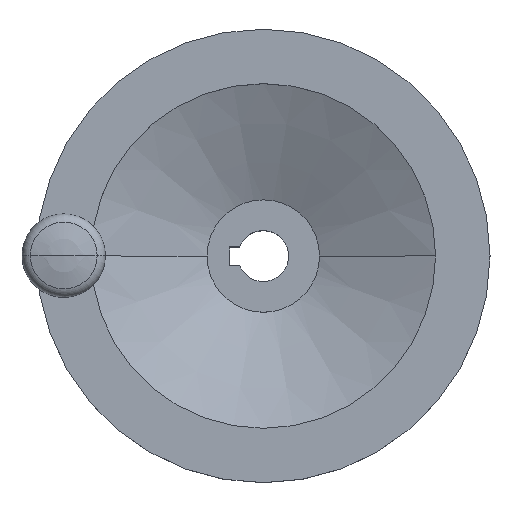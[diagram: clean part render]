
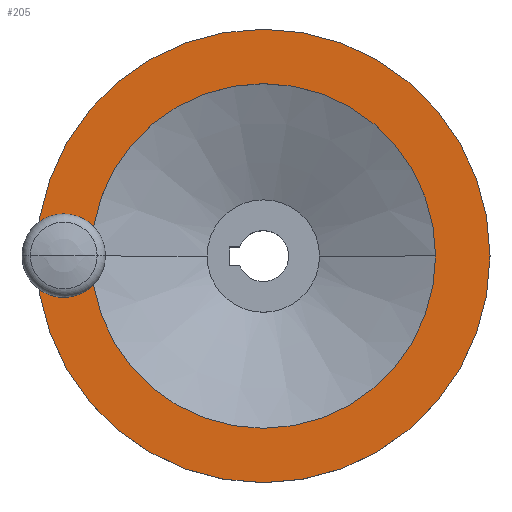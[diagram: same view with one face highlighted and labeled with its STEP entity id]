
A CAD part, top view. The second image highlights one B-rep face of the part: STEP entity #205.
In plain terms, the highlighted planar face has unit normal (0, 0, 1).
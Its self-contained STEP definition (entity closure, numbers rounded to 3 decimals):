
#185=EDGE_CURVE('',#217,#475,#515,.T.);
#189=EDGE_CURVE('',#199,#489,#520,.T.);
#199=VERTEX_POINT('',#532);
#205=ADVANCED_FACE('',(#538,#539,#540),#541,.T.);
#217=VERTEX_POINT('',#554);
#363=EDGE_CURVE('',#425,#411,#720,.T.);
#397=EDGE_CURVE('',#411,#425,#756,.T.);
#411=VERTEX_POINT('',#772);
#419=EDGE_CURVE('',#489,#199,#780,.T.);
#425=VERTEX_POINT('',#786);
#475=VERTEX_POINT('',#842);
#479=EDGE_CURVE('',#475,#217,#847,.T.);
#489=VERTEX_POINT('',#860);
#515=CIRCLE('',#878,62.5);
#520=CIRCLE('',#884,47.5);
#532=CARTESIAN_POINT('',(-47.5,0.,33.0));
#538=FACE_BOUND('',#905,.T.);
#539=FACE_OUTER_BOUND('',#906,.T.);
#540=FACE_BOUND('',#907,.T.);
#541=PLANE('',#908);
#554=CARTESIAN_POINT('',(62.5,0.,33.0));
#720=CIRCLE('',#1148,6.5);
#756=CIRCLE('',#1196,6.5);
#772=CARTESIAN_POINT('',(-48.5,0.,33.0));
#780=CIRCLE('',#1227,47.5);
#786=CARTESIAN_POINT('',(-61.5,0.,33.0));
#842=CARTESIAN_POINT('',(-62.5,0.,33.0));
#847=CIRCLE('',#1310,62.5);
#860=CARTESIAN_POINT('',(47.5,0.,33.0));
#878=AXIS2_PLACEMENT_3D('',#1334,#1335,#1336);
#884=AXIS2_PLACEMENT_3D('',#1345,#1346,#1347);
#905=EDGE_LOOP('',(#1374,#1375));
#906=EDGE_LOOP('',(#1376,#1377));
#907=EDGE_LOOP('',(#1378,#1379));
#908=AXIS2_PLACEMENT_3D('',#1380,#1381,#1382);
#1148=AXIS2_PLACEMENT_3D('',#1605,#1606,#1607);
#1196=AXIS2_PLACEMENT_3D('',#1647,#1648,#1649);
#1227=AXIS2_PLACEMENT_3D('',#1674,#1675,#1676);
#1310=AXIS2_PLACEMENT_3D('',#1758,#1759,#1760);
#1334=CARTESIAN_POINT('',(0.,0.,33.0));
#1335=DIRECTION('',(-0.0,0.0,-1.0));
#1336=DIRECTION('',(-1.0,0.,0.0));
#1345=CARTESIAN_POINT('',(0.,0.,33.0));
#1346=DIRECTION('',(-0.0,0.0,-1.0));
#1347=DIRECTION('',(-1.0,0.,0.0));
#1374=ORIENTED_EDGE('',*,*,#363,.T.);
#1375=ORIENTED_EDGE('',*,*,#397,.T.);
#1376=ORIENTED_EDGE('',*,*,#479,.F.);
#1377=ORIENTED_EDGE('',*,*,#185,.F.);
#1378=ORIENTED_EDGE('',*,*,#189,.T.);
#1379=ORIENTED_EDGE('',*,*,#419,.T.);
#1380=CARTESIAN_POINT('',(-55.0,0.,33.0));
#1381=DIRECTION('',(0.0,0.0,1.0));
#1382=DIRECTION('',(-1.0,0.,0.0));
#1605=CARTESIAN_POINT('',(-55.0,0.,33.0));
#1606=DIRECTION('',(-0.0,0.0,-1.0));
#1607=DIRECTION('',(-1.0,0.,0.0));
#1647=CARTESIAN_POINT('',(-55.0,0.,33.0));
#1648=DIRECTION('',(-0.0,0.0,-1.0));
#1649=DIRECTION('',(-1.0,0.,0.0));
#1674=CARTESIAN_POINT('',(0.,0.,33.0));
#1675=DIRECTION('',(-0.0,0.0,-1.0));
#1676=DIRECTION('',(-1.0,0.,0.0));
#1758=CARTESIAN_POINT('',(0.,0.,33.0));
#1759=DIRECTION('',(-0.0,0.0,-1.0));
#1760=DIRECTION('',(-1.0,0.,0.0));
